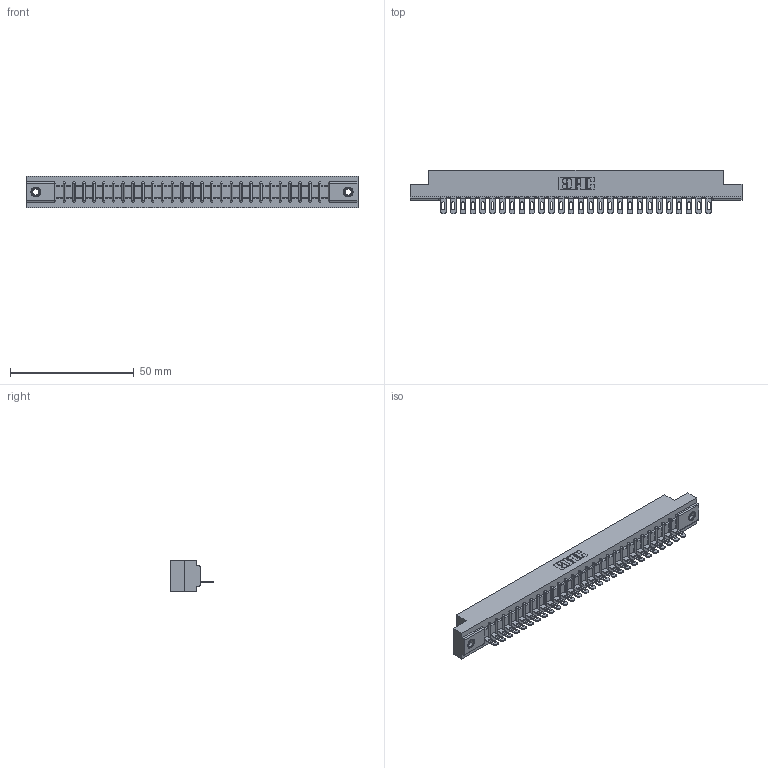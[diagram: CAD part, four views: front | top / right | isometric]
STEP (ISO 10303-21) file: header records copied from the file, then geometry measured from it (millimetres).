
FILE_DESCRIPTION (( 'STEP AP203' ), '1' );
FILE_NAME ('307-028-501-107.STEP', '2018-08-04T16:15:15', ( '' ), ( '' ), 'SwSTEP 2.0', 'SolidWorks 2016', '' );
FILE_SCHEMA (( 'CONFIG_CONTROL_DESIGN' ));
Length unit declared in the file: inch
Products named in the file (4): 307 Part_.156 Dia Mounting Holes; 307-290-002_501; 345-250-001_345-250-005-103; 307-028-501-107
Assembly tree (31 placements, depth 2):
  307-028-501-107
    307 Part_.156 Dia Mounting Holes
    307-290-002_501  x28
    345-250-001_345-250-005-103  x2
Bounding box: 133.96 x 17.42 x 12.7 mm (x, y, z)
Volume: 14241.9 mm3; surface area: 17822.3 mm2
Topology: 31 solids, 31 shells, 2335 faces, 7123 edges, 4662 vertices
Faces by surface type: plane 1334, cylinder 927, sphere 58, cone 12, torus 4
Entity records: 27709 total; most frequent: CARTESIAN_POINT 4651, ORIENTED_EDGE 4634, DIRECTION 4539, EDGE_CURVE 2317, LINE 1763, VECTOR 1763, VERTEX_POINT 1500, AXIS2_PLACEMENT_3D 1388
